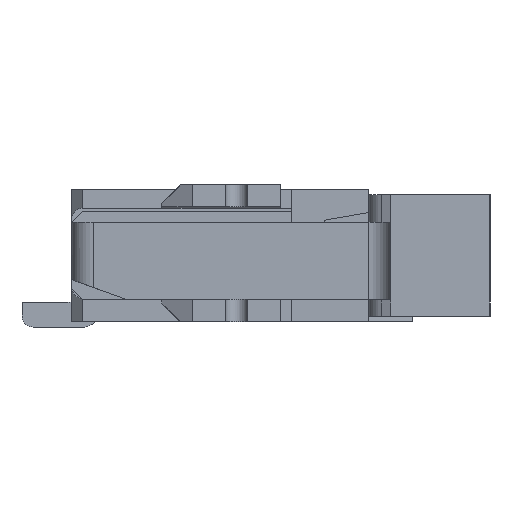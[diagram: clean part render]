
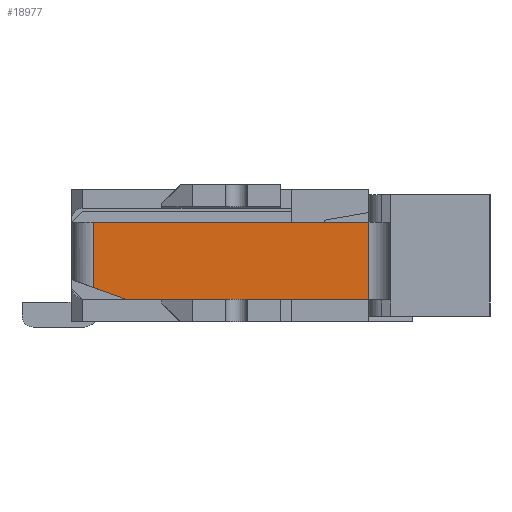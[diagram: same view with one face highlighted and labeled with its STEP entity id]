
A CAD part, left-side view. The second image highlights one B-rep face of the part: STEP entity #18977.
In plain terms, the highlighted planar face has unit normal (-1, 0, 0).
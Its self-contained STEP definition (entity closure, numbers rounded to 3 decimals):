
#5485=ORIENTED_EDGE('',*,*,#8658,.F.);
#5486=ORIENTED_EDGE('',*,*,#8668,.T.);
#5487=ORIENTED_EDGE('',*,*,#8669,.T.);
#5488=ORIENTED_EDGE('',*,*,#8667,.T.);
#5489=ORIENTED_EDGE('',*,*,#8670,.T.);
#8658=EDGE_CURVE('',#10607,#10608,#13009,.T.);
#8667=EDGE_CURVE('',#10611,#10613,#13016,.T.);
#8668=EDGE_CURVE('',#10607,#10614,#13017,.F.);
#8669=EDGE_CURVE('',#10614,#10611,#13018,.T.);
#8670=EDGE_CURVE('',#10613,#10608,#13019,.T.);
#10607=VERTEX_POINT('',#30168);
#10608=VERTEX_POINT('',#30170);
#10611=VERTEX_POINT('',#30181);
#10613=VERTEX_POINT('',#30185);
#10614=VERTEX_POINT('',#30189);
#13009=LINE('',#30169,#15454);
#13016=LINE('',#30186,#15461);
#13017=LINE('',#30188,#15462);
#13018=LINE('',#30190,#15463);
#13019=LINE('',#30191,#15464);
#15454=VECTOR('',#24605,1000.);
#15461=VECTOR('',#24620,1000.);
#15462=VECTOR('',#24623,1000.);
#15463=VECTOR('',#24624,1000.);
#15464=VECTOR('',#24625,1000.);
#16478=EDGE_LOOP('',(#5485,#5486,#5487,#5488,#5489));
#17369=FACE_BOUND('',#16478,.T.);
#18135=PLANE('',#20181);
#18977=ADVANCED_FACE('',(#17369),#18135,.F.);
#20181=AXIS2_PLACEMENT_3D('',#30187,#24621,#24622);
#24605=DIRECTION('',(0.,1.,0.));
#24620=DIRECTION('',(0.,1.,0.));
#24621=DIRECTION('',(1.,0.,0.));
#24622=DIRECTION('',(0.,0.,-1.));
#24623=DIRECTION('',(0.,0.,-1.));
#24624=DIRECTION('',(0.,0.94,0.342));
#24625=DIRECTION('',(0.,0.,-1.));
#30168=CARTESIAN_POINT('',(-8.15,-3.15,-0.3));
#30169=CARTESIAN_POINT('',(-8.15,-3.35,-0.3));
#30170=CARTESIAN_POINT('',(-8.15,-0.65,-0.3));
#30181=CARTESIAN_POINT('',(-8.15,-2.85,0.4));
#30185=CARTESIAN_POINT('',(-8.15,-0.65,0.4));
#30186=CARTESIAN_POINT('',(-8.15,-3.35,0.4));
#30187=CARTESIAN_POINT('',(-8.15,-3.35,0.4));
#30188=CARTESIAN_POINT('',(-8.15,-3.15,0.218));
#30189=CARTESIAN_POINT('',(-8.15,-3.15,0.291));
#30190=CARTESIAN_POINT('',(-8.15,-3.35,0.218));
#30191=CARTESIAN_POINT('',(-8.15,-0.65,0.4));
